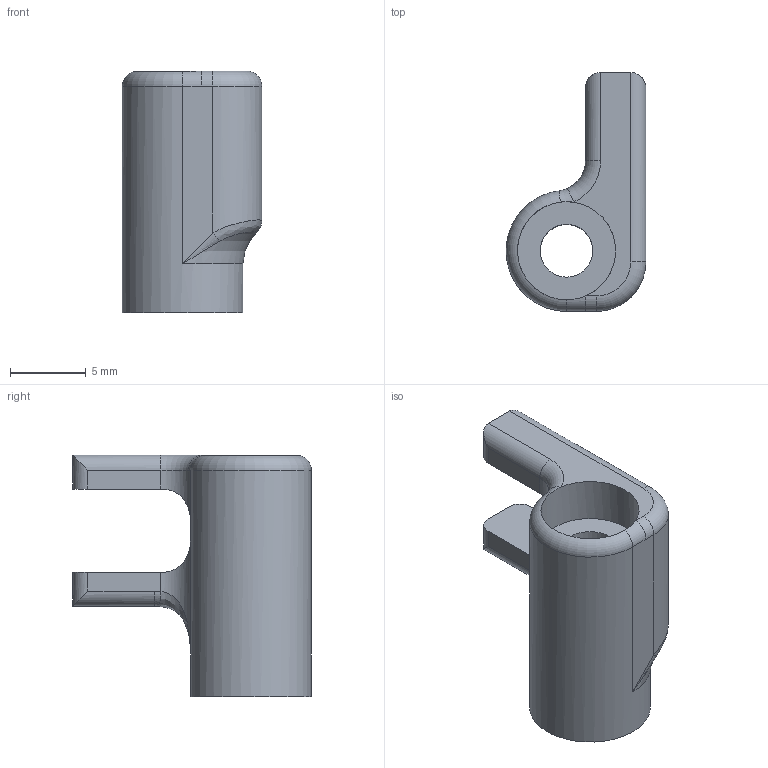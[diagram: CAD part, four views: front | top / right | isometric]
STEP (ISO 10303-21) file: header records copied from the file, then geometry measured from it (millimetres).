
FILE_DESCRIPTION(/* description */ (''),/* implementation_level */ '2;1');
FILE_NAME(/* name */ 'guia.tractora0.2.stp',/* time_stamp */ '2015-09-21T10:44:08+02:00',/* author */ ('Startic'),/* organization */ (''),/* preprocessor_version */ 'ST-DEVELOPER v16.1',/* originating_system */ 'Autodesk Inventor LT ',/* authorisation */ '');
FILE_SCHEMA (('AUTOMOTIVE_DESIGN { 1 0 10303 214 3 1 1 }'));
Length unit declared in the file: millimetre
Products named in the file (1): guia.tractora0.2
Bounding box: 9.25 x 15.8 x 16 mm (x, y, z)
Volume: 876.8 mm3; surface area: 914.4 mm2
Topology: 1 solids, 1 shells, 46 faces, 111 edges, 65 vertices
Faces by surface type: cylinder 19, plane 13, torus 7, bspline 5, sphere 2
Full cylindrical faces by diameter (mm): 3.5 x1, 6.5 x1, 8 x1
Entity records: 1497 total; most frequent: CARTESIAN_POINT 449, DIRECTION 221, ORIENTED_EDGE 206, EDGE_CURVE 103, AXIS2_PLACEMENT_3D 90, VERTEX_POINT 62, EDGE_LOOP 51, FACE_OUTER_BOUND 46
